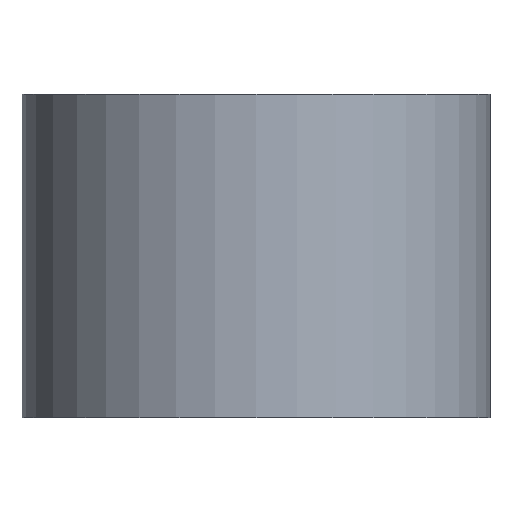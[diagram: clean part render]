
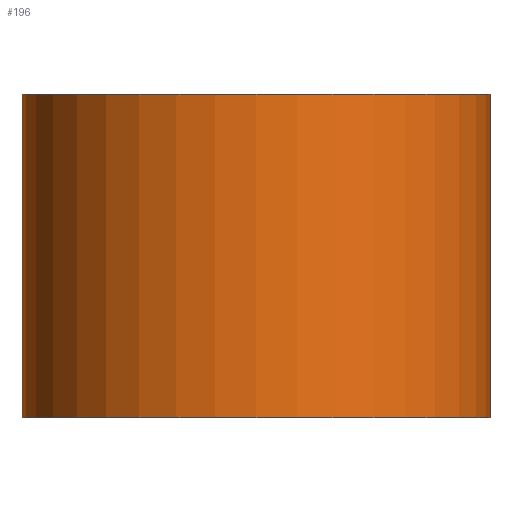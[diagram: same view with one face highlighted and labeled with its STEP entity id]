
A CAD part, front view. The second image highlights one B-rep face of the part: STEP entity #196.
In plain terms, the highlighted cylindrical face has radius 9.04 mm (diameter 18.08 mm), a full revolution.
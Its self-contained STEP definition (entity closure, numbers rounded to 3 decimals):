
#16=CYLINDRICAL_SURFACE('',#233,9.04);
#18=CIRCLE('',#222,9.04);
#21=CIRCLE('',#232,9.04);
#22=CIRCLE('',#234,9.04);
#23=CIRCLE('',#235,9.04);
#24=CIRCLE('',#236,9.04);
#34=FACE_OUTER_BOUND('',#45,.T.);
#45=EDGE_LOOP('',(#149,#150,#151,#152,#153,#154,#155,#156,#157,#158,#159));
#59=LINE('',#360,#69);
#69=VECTOR('',#294,9.04);
#71=ELLIPSE('',#216,12.784,9.04);
#74=ELLIPSE('',#220,12.784,9.04);
#75=ELLIPSE('',#225,12.784,9.04);
#78=ELLIPSE('',#229,12.784,9.04);
#79=VERTEX_POINT('',#316);
#80=VERTEX_POINT('',#317);
#85=VERTEX_POINT('',#328);
#86=VERTEX_POINT('',#330);
#87=VERTEX_POINT('',#334);
#89=VERTEX_POINT('',#340);
#93=VERTEX_POINT('',#349);
#94=VERTEX_POINT('',#351);
#95=VERTEX_POINT('',#358);
#97=EDGE_CURVE('',#79,#80,#71,.T.);
#103=EDGE_CURVE('',#86,#85,#74,.T.);
#105=EDGE_CURVE('',#87,#79,#18,.T.);
#108=EDGE_CURVE('',#89,#87,#75,.T.);
#113=EDGE_CURVE('',#94,#93,#78,.T.);
#116=EDGE_CURVE('',#85,#94,#21,.T.);
#117=EDGE_CURVE('',#95,#95,#22,.T.);
#118=EDGE_CURVE('',#95,#93,#59,.T.);
#119=EDGE_CURVE('',#93,#89,#23,.T.);
#120=EDGE_CURVE('',#80,#86,#24,.T.);
#149=ORIENTED_EDGE('',*,*,#117,.F.);
#150=ORIENTED_EDGE('',*,*,#118,.T.);
#151=ORIENTED_EDGE('',*,*,#119,.T.);
#152=ORIENTED_EDGE('',*,*,#108,.T.);
#153=ORIENTED_EDGE('',*,*,#105,.T.);
#154=ORIENTED_EDGE('',*,*,#97,.T.);
#155=ORIENTED_EDGE('',*,*,#120,.T.);
#156=ORIENTED_EDGE('',*,*,#103,.T.);
#157=ORIENTED_EDGE('',*,*,#116,.T.);
#158=ORIENTED_EDGE('',*,*,#113,.T.);
#159=ORIENTED_EDGE('',*,*,#118,.F.);
#196=ADVANCED_FACE('',(#34),#16,.T.);
#216=AXIS2_PLACEMENT_3D('',#318,#248,#249);
#220=AXIS2_PLACEMENT_3D('',#331,#259,#260);
#222=AXIS2_PLACEMENT_3D('',#335,#264,#265);
#225=AXIS2_PLACEMENT_3D('',#341,#271,#272);
#229=AXIS2_PLACEMENT_3D('',#352,#281,#282);
#232=AXIS2_PLACEMENT_3D('',#356,#288,#289);
#233=AXIS2_PLACEMENT_3D('',#357,#290,#291);
#234=AXIS2_PLACEMENT_3D('',#359,#292,#293);
#235=AXIS2_PLACEMENT_3D('',#361,#295,#296);
#236=AXIS2_PLACEMENT_3D('',#362,#297,#298);
#248=DIRECTION('center_axis',(0.,0.707,0.707));
#249=DIRECTION('ref_axis',(0.,0.707,-0.707));
#259=DIRECTION('center_axis',(0.,0.707,0.707));
#260=DIRECTION('ref_axis',(0.,0.707,-0.707));
#264=DIRECTION('center_axis',(0.,0.,1.));
#265=DIRECTION('ref_axis',(1.,0.,0.));
#271=DIRECTION('center_axis',(0.,-0.707,0.707));
#272=DIRECTION('ref_axis',(0.,0.707,0.707));
#281=DIRECTION('center_axis',(0.,-0.707,0.707));
#282=DIRECTION('ref_axis',(0.,0.707,0.707));
#288=DIRECTION('center_axis',(0.,0.,1.));
#289=DIRECTION('ref_axis',(1.,0.,0.));
#290=DIRECTION('center_axis',(0.,0.,1.));
#291=DIRECTION('ref_axis',(1.,0.,0.));
#292=DIRECTION('center_axis',(0.,0.,1.));
#293=DIRECTION('ref_axis',(1.,0.,0.));
#294=DIRECTION('',(0.,0.,-1.));
#295=DIRECTION('center_axis',(0.,0.,1.));
#296=DIRECTION('ref_axis',(1.,0.,0.));
#297=DIRECTION('center_axis',(0.,0.,1.));
#298=DIRECTION('ref_axis',(1.,0.,0.));
#316=CARTESIAN_POINT('',(7.323,5.3,0.3));
#317=CARTESIAN_POINT('',(7.097,5.6,0.));
#318=CARTESIAN_POINT('Origin',(0.,0.,5.6));
#328=CARTESIAN_POINT('',(-7.323,5.3,0.3));
#330=CARTESIAN_POINT('',(-7.097,5.6,0.));
#331=CARTESIAN_POINT('Origin',(0.,0.,5.6));
#334=CARTESIAN_POINT('',(9.035,0.3,0.3));
#335=CARTESIAN_POINT('Origin',(0.,0.,0.3));
#340=CARTESIAN_POINT('',(9.04,0.,0.));
#341=CARTESIAN_POINT('Origin',(0.,0.,0.));
#349=CARTESIAN_POINT('',(-9.04,0.,0.));
#351=CARTESIAN_POINT('',(-9.035,0.3,0.3));
#352=CARTESIAN_POINT('Origin',(0.,0.,0.));
#356=CARTESIAN_POINT('Origin',(0.,0.,0.3));
#357=CARTESIAN_POINT('Origin',(0.,0.,0.));
#358=CARTESIAN_POINT('',(-9.04,0.,12.5));
#359=CARTESIAN_POINT('Origin',(0.,0.,12.5));
#360=CARTESIAN_POINT('',(-9.04,0.,0.));
#361=CARTESIAN_POINT('Origin',(0.,0.,0.));
#362=CARTESIAN_POINT('Origin',(0.,0.,0.));
